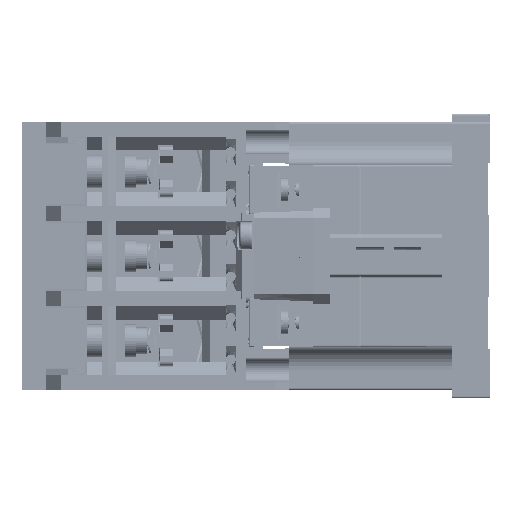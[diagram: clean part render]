
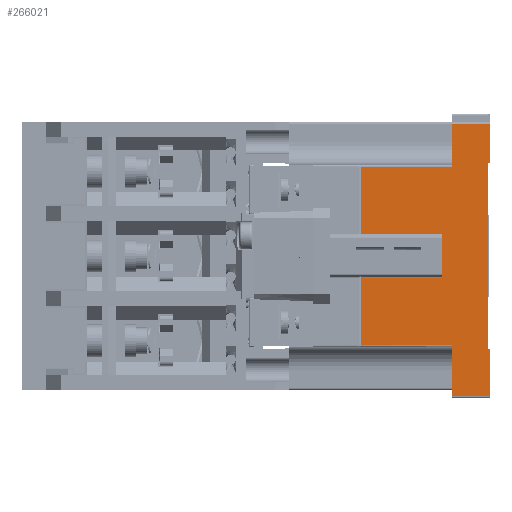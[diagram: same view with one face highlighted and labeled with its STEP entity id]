
A CAD part, left-side view. The second image highlights one B-rep face of the part: STEP entity #266021.
In plain terms, the highlighted planar face has unit normal (-1, 0, 0).
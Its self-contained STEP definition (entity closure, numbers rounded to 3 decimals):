
#250068=CARTESIAN_POINT('',(-49.9,-73.6,23.));
#250069=VERTEX_POINT('',#250068);
#250076=CARTESIAN_POINT('',(-49.9,-73.1,23.));
#250077=VERTEX_POINT('',#250076);
#250078=CARTESIAN_POINT('',(-49.9,-73.1,23.));
#250079=DIRECTION('',(0.0,-1.0,0.0));
#250080=VECTOR('',#250079,0.5);
#250081=LINE('',#250078,#250080);
#250082=EDGE_CURVE('',#250077,#250069,#250081,.T.);
#250205=CARTESIAN_POINT('',(-49.9,-64.2,32.5));
#250206=VERTEX_POINT('',#250205);
#250256=CARTESIAN_POINT('',(-49.9,-64.2,22.));
#250257=VERTEX_POINT('',#250256);
#250265=CARTESIAN_POINT('',(-49.9,-64.2,22.));
#250266=DIRECTION('',(0.0,0.0,1.0));
#250267=VECTOR('',#250266,10.5);
#250268=LINE('',#250265,#250267);
#250269=EDGE_CURVE('',#250257,#250206,#250268,.T.);
#253216=CARTESIAN_POINT('',(-49.9,-73.1,-23.));
#253217=VERTEX_POINT('',#253216);
#253224=CARTESIAN_POINT('',(-49.9,-73.6,-23.));
#253225=VERTEX_POINT('',#253224);
#253226=CARTESIAN_POINT('',(-49.9,-73.6,-23.));
#253227=DIRECTION('',(0.0,1.0,0.0));
#253228=VECTOR('',#253227,0.5);
#253229=LINE('',#253226,#253228);
#253230=EDGE_CURVE('',#253225,#253217,#253229,.T.);
#253248=CARTESIAN_POINT('',(-49.9,-73.6,-34.5));
#253249=VERTEX_POINT('',#253248);
#253272=CARTESIAN_POINT('',(-49.9,-73.6,-34.5));
#253273=DIRECTION('',(0.0,0.0,1.0));
#253274=VECTOR('',#253273,11.5);
#253275=LINE('',#253272,#253274);
#253276=EDGE_CURVE('',#253249,#253225,#253275,.T.);
#254308=CARTESIAN_POINT('',(-49.9,-61.9,-5.4));
#254309=VERTEX_POINT('',#254308);
#254317=CARTESIAN_POINT('',(-49.9,-61.9,5.4));
#254318=VERTEX_POINT('',#254317);
#254319=CARTESIAN_POINT('',(-49.9,-61.9,5.4));
#254320=DIRECTION('',(0.0,0.0,-1.0));
#254321=VECTOR('',#254320,10.8);
#254322=LINE('',#254319,#254321);
#254323=EDGE_CURVE('',#254318,#254309,#254322,.T.);
#264959=CARTESIAN_POINT('',(-49.9,-41.9,-22.));
#264960=VERTEX_POINT('',#264959);
#264990=CARTESIAN_POINT('',(-49.9,-64.2,-22.));
#264991=VERTEX_POINT('',#264990);
#264999=CARTESIAN_POINT('',(-49.9,-64.2,-22.));
#265000=DIRECTION('',(0.0,1.0,0.0));
#265001=VECTOR('',#265000,22.3);
#265002=LINE('',#264999,#265001);
#265003=EDGE_CURVE('',#264991,#264960,#265002,.T.);
#265171=CARTESIAN_POINT('',(-49.9,-41.9,22.));
#265172=VERTEX_POINT('',#265171);
#265208=CARTESIAN_POINT('',(-49.9,-41.9,22.));
#265209=DIRECTION('',(0.0,-1.0,0.0));
#265210=VECTOR('',#265209,22.3);
#265211=LINE('',#265208,#265210);
#265212=EDGE_CURVE('',#265172,#250257,#265211,.T.);
#265239=CARTESIAN_POINT('',(-49.9,-64.2,-34.5));
#265240=VERTEX_POINT('',#265239);
#265248=CARTESIAN_POINT('',(-49.9,-64.2,-34.5));
#265249=DIRECTION('',(0.0,0.0,1.0));
#265250=VECTOR('',#265249,12.5);
#265251=LINE('',#265248,#265250);
#265252=EDGE_CURVE('',#265240,#264991,#265251,.T.);
#265281=CARTESIAN_POINT('',(-49.9,-73.6,-34.5));
#265282=DIRECTION('',(0.0,1.0,0.0));
#265283=VECTOR('',#265282,9.4);
#265284=LINE('',#265281,#265283);
#265285=EDGE_CURVE('',#253249,#265240,#265284,.T.);
#265341=CARTESIAN_POINT('',(-49.9,-73.1,-23.));
#265342=DIRECTION('',(0.0,0.0,1.0));
#265343=VECTOR('',#265342,46.);
#265344=LINE('',#265341,#265343);
#265345=EDGE_CURVE('',#253217,#250077,#265344,.T.);
#265556=CARTESIAN_POINT('',(-49.9,-41.9,-5.4));
#265557=VERTEX_POINT('',#265556);
#265569=CARTESIAN_POINT('',(-49.9,-41.9,-5.4));
#265570=DIRECTION('',(0.0,0.0,-1.0));
#265571=VECTOR('',#265570,16.6);
#265572=LINE('',#265569,#265571);
#265573=EDGE_CURVE('',#265557,#264960,#265572,.T.);
#265584=CARTESIAN_POINT('',(-49.9,-41.9,-5.4));
#265585=DIRECTION('',(0.0,-1.0,0.0));
#265586=VECTOR('',#265585,20.);
#265587=LINE('',#265584,#265586);
#265588=EDGE_CURVE('',#265557,#254309,#265587,.T.);
#265600=CARTESIAN_POINT('',(-49.9,-41.9,5.4));
#265601=VERTEX_POINT('',#265600);
#265609=CARTESIAN_POINT('',(-49.9,-41.9,22.));
#265610=DIRECTION('',(0.0,0.0,-1.0));
#265611=VECTOR('',#265610,16.6);
#265612=LINE('',#265609,#265611);
#265613=EDGE_CURVE('',#265172,#265601,#265612,.T.);
#265630=CARTESIAN_POINT('',(-49.9,-61.9,5.4));
#265631=DIRECTION('',(0.0,1.0,0.0));
#265632=VECTOR('',#265631,20.0);
#265633=LINE('',#265630,#265632);
#265634=EDGE_CURVE('',#254318,#265601,#265633,.T.);
#265986=CARTESIAN_POINT('',(-49.9,-24.1,0.));
#265987=DIRECTION('',(-1.0,0.0,0.0));
#265988=DIRECTION('',(0.0,0.0,1.0));
#265989=AXIS2_PLACEMENT_3D('',#265986,#265987,#265988);
#265990=PLANE('',#265989);
#265991=CARTESIAN_POINT('',(-49.9,-73.6,32.5));
#265992=VERTEX_POINT('',#265991);
#265993=CARTESIAN_POINT('',(-49.9,-64.2,32.5));
#265994=DIRECTION('',(0.0,-1.0,0.0));
#265995=VECTOR('',#265994,9.4);
#265996=LINE('',#265993,#265995);
#265997=EDGE_CURVE('',#250206,#265992,#265996,.T.);
#265998=ORIENTED_EDGE('',*,*,#265997,.F.);
#265999=ORIENTED_EDGE('',*,*,#250269,.F.);
#266000=ORIENTED_EDGE('',*,*,#265212,.F.);
#266001=ORIENTED_EDGE('',*,*,#265613,.T.);
#266002=ORIENTED_EDGE('',*,*,#265634,.F.);
#266003=ORIENTED_EDGE('',*,*,#254323,.T.);
#266004=ORIENTED_EDGE('',*,*,#265588,.F.);
#266005=ORIENTED_EDGE('',*,*,#265573,.T.);
#266006=ORIENTED_EDGE('',*,*,#265003,.F.);
#266007=ORIENTED_EDGE('',*,*,#265252,.F.);
#266008=ORIENTED_EDGE('',*,*,#265285,.F.);
#266009=ORIENTED_EDGE('',*,*,#253276,.T.);
#266010=ORIENTED_EDGE('',*,*,#253230,.T.);
#266011=ORIENTED_EDGE('',*,*,#265345,.T.);
#266012=ORIENTED_EDGE('',*,*,#250082,.T.);
#266013=CARTESIAN_POINT('',(-49.9,-73.6,23.));
#266014=DIRECTION('',(0.0,0.0,1.0));
#266015=VECTOR('',#266014,9.5);
#266016=LINE('',#266013,#266015);
#266017=EDGE_CURVE('',#250069,#265992,#266016,.T.);
#266018=ORIENTED_EDGE('',*,*,#266017,.T.);
#266019=EDGE_LOOP('',(#265998,#265999,#266000,#266001,#266002,#266003,#266004,#266005,#266006,#266007,#266008,#266009,#266010,#266011,#266012,#266018));
#266020=FACE_OUTER_BOUND('',#266019,.T.);
#266021=ADVANCED_FACE('',(#266020),#265990,.T.);
